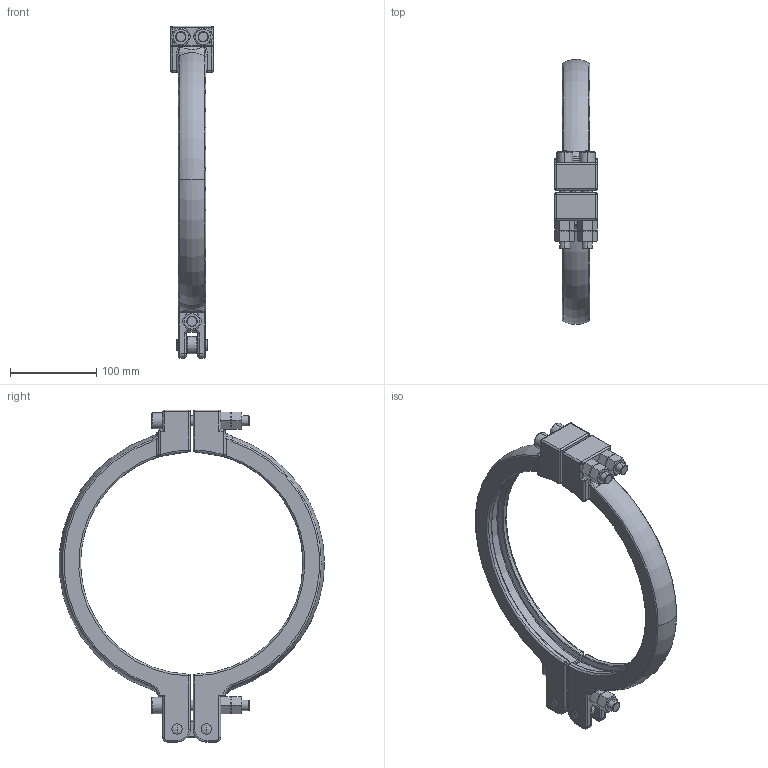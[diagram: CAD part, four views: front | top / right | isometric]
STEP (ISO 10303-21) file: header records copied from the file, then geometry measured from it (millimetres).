
FILE_DESCRIPTION (( 'STEP AP214' ), '1' );
FILE_NAME ('CL.AS8.1000 BLOCK.STEP', '2019-04-16T08:03:36', ( '' ), ( '' ), 'SwSTEP 2.0', 'SolidWorks 2019', '' );
FILE_SCHEMA (( 'AUTOMOTIVE_DESIGN' ));
Length unit declared in the file: millimetre
Products named in the file (1): CL.AS8.1000 BLOCK
Bounding box: 50 x 307.37 x 385 mm (x, y, z)
Volume: 827563 mm3; surface area: 161410.2 mm2
Topology: 4 solids, 4 shells, 489 faces, 1149 edges, 669 vertices
Faces by surface type: cylinder 162, plane 123, cone 54, torus 53, bspline 51, sphere 46
Entity records: 16172 total; most frequent: CARTESIAN_POINT 5112, DIRECTION 2420, ORIENTED_EDGE 2258, EDGE_CURVE 1129, AXIS2_PLACEMENT_3D 995, VERTEX_POINT 669, CIRCLE 556, EDGE_LOOP 526
